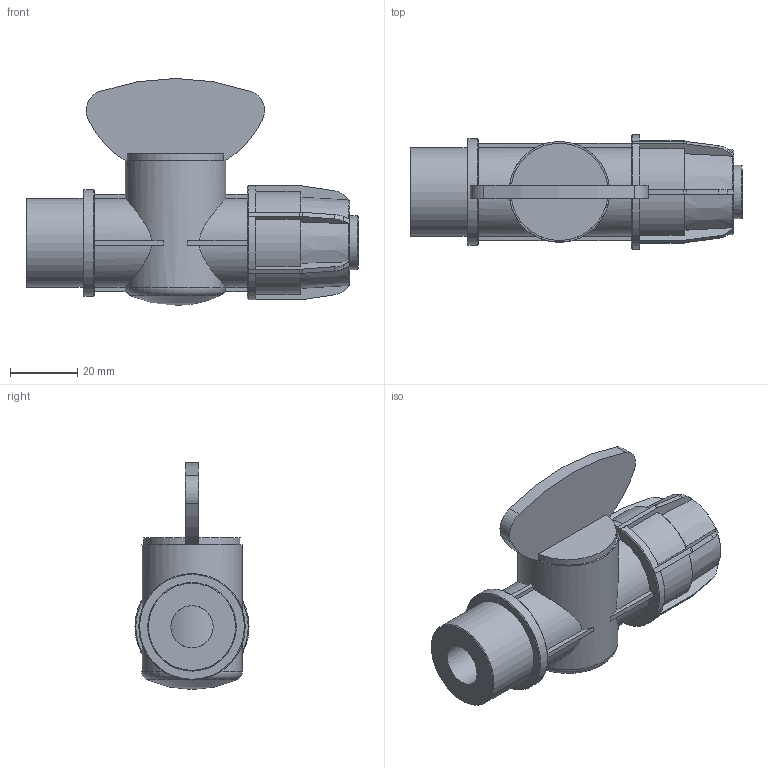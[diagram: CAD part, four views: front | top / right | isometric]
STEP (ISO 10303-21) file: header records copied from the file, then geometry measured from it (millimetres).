
FILE_DESCRIPTION(/* description */ ('PLASSON 1/4 TURN VALVE MALE THREADED X COMPRESSION 16X3/4"'),/* implementation_level */ '2;1');
FILE_NAME(/* name */ '03010716.ipt.stp',/* time_stamp */ '2017-06-18T09:19:36+03:00',/* author */ ('KIM'),/* organization */ (''),/* preprocessor_version */ 'ST-DEVELOPER v15.6',/* originating_system */ 'Autodesk Inventor 2015',/* authorisation */ '');
FILE_SCHEMA (('AUTOMOTIVE_DESIGN { 1 0 10303 214 3 1 1 }'));
Length unit declared in the file: millimetre
Products named in the file (1): 03010716
Bounding box: 99 x 34 x 67.7 mm (x, y, z)
Volume: 69652.6 mm3; surface area: 18786.4 mm2
Topology: 1 solids, 1 shells, 165 faces, 465 edges, 307 vertices
Faces by surface type: plane 88, cylinder 47, cone 28, torus 1, sphere 1
Full cylindrical faces by diameter (mm): 12.592 x2, 16 x1, 26.441 x1, 30 x1, 31.729 x1
Entity records: 5416 total; most frequent: CARTESIAN_POINT 1144, ORIENTED_EDGE 894, DIRECTION 886, EDGE_CURVE 447, VERTEX_POINT 301, AXIS2_PLACEMENT_3D 299, LINE 288, VECTOR 288
